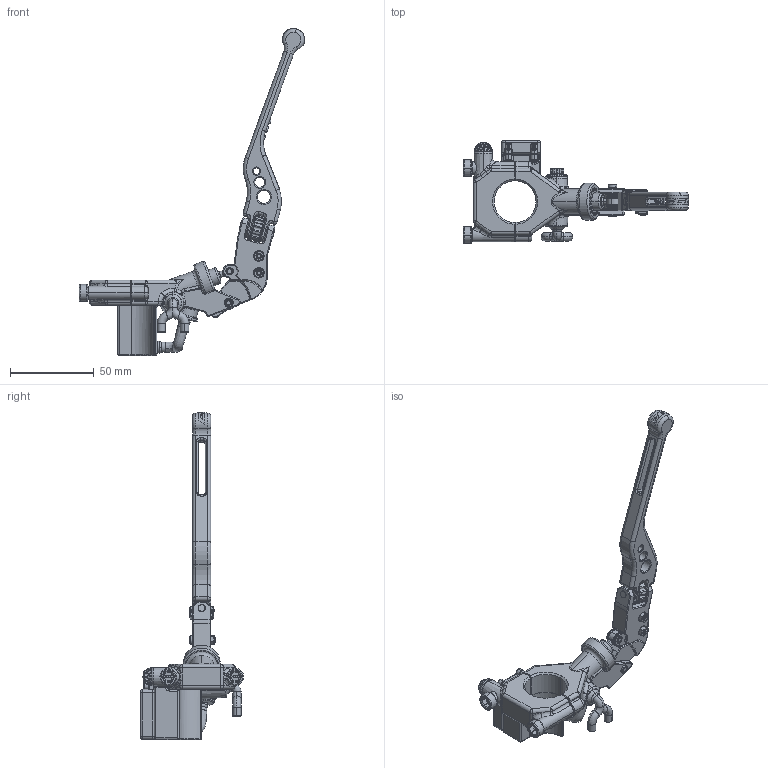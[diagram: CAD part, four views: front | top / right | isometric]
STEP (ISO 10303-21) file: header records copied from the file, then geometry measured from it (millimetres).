
FILE_DESCRIPTION (( 'STEP AP214' ), '1' );
FILE_NAME ('Velika.Kocnica.pA.STEP', '2014-09-07T12:59:47', ( '' ), ( '' ), 'SwSTEP 2.0', 'SolidWorks 2014', '' );
FILE_SCHEMA (( 'AUTOMOTIVE_DESIGN' ));
Length unit declared in the file: millimetre
Products named in the file (22): Rucice_1_pA_na_kocnica.velika.17; Rucice_1_pA_na_kocnica.velika.16; Rucice_1_pA_na_kocnica.velika.15; Rucice_1_pA_na_kocnica.velika.14; Rucice_1_pA_na_kocnica.velika.13; Rucice_1_pA_na_kocnica.velika.12; Rucice_1_pA_na_kocnica.velika.11; Rucice_1_pA_na_kocnica.velika.10; Rucice_1_pA_na_kocnica.velika.9; Rucice_1_pA_na_kocnica.velika.8; Rucice_1_pA_na_kocnica.velika.7; Rucice_1_pA_na_kocnica.velika.6; Rucice_1_pA_na_kocnica.velika.5; Rucice_1_pA_na_kocnica.velika.4; Rucice_1_pA_na_kocnica.velika.3; Rucice_1_pA_na_kocnica.velika.2; Rucice_1_pA_na_kocnica.velika.21; Rucice_1_pA_na_kocnica.velika.1; Rucice_1_pA_na_kocnica.velika.20; Rucice_1_pA_na_kocnica.velika.19; Velika.Kocnica.pA; Rucice_1_pA_na_kocnica.velika.18
Assembly tree (25 placements, depth 2):
  Velika.Kocnica.pA
    Rucice_1_pA_na_kocnica.velika.1
    Rucice_1_pA_na_kocnica.velika.2
    Rucice_1_pA_na_kocnica.velika.3  x2
    Rucice_1_pA_na_kocnica.velika.4
    Rucice_1_pA_na_kocnica.velika.5
    Rucice_1_pA_na_kocnica.velika.6  x2
    Rucice_1_pA_na_kocnica.velika.7
    Rucice_1_pA_na_kocnica.velika.8
    Rucice_1_pA_na_kocnica.velika.9
    Rucice_1_pA_na_kocnica.velika.10  x2
    Rucice_1_pA_na_kocnica.velika.11  x2
    Rucice_1_pA_na_kocnica.velika.12
    Rucice_1_pA_na_kocnica.velika.13
    Rucice_1_pA_na_kocnica.velika.14
    Rucice_1_pA_na_kocnica.velika.15
    Rucice_1_pA_na_kocnica.velika.16
    Rucice_1_pA_na_kocnica.velika.17
    Rucice_1_pA_na_kocnica.velika.18
    Rucice_1_pA_na_kocnica.velika.19
    Rucice_1_pA_na_kocnica.velika.20
    Rucice_1_pA_na_kocnica.velika.21
Bounding box: 134.83 x 61.6 x 195.54 mm (x, y, z)
Volume: 78008.6 mm3; surface area: 44006.6 mm2
Topology: 25 solids, 25 shells, 4926 faces, 12151 edges, 7262 vertices
Faces by surface type: plane 1493, bspline 1141, cylinder 1111, torus 752, sphere 244, cone 185
Entity records: 209907 total; most frequent: CARTESIAN_POINT 86106, ORIENTED_EDGE 22704, DIRECTION 19681, EDGE_CURVE 11352, AXIS2_PLACEMENT_3D 7270, VERTEX_POINT 6938, VECTOR 5141, LINE 5141
